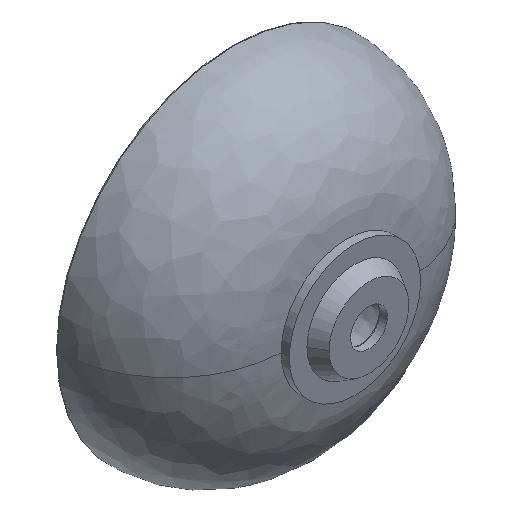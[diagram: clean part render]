
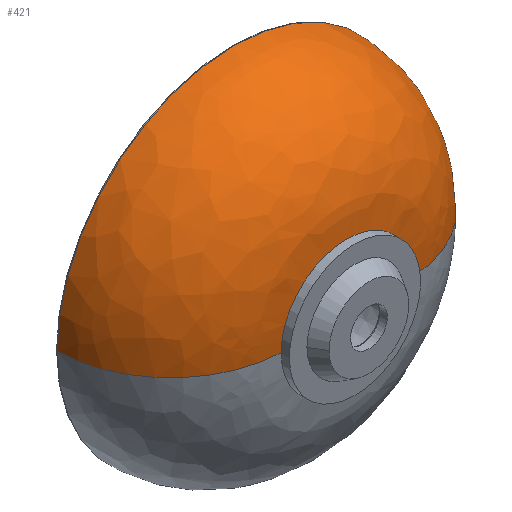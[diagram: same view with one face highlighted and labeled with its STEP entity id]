
A CAD part, isometric view. The second image highlights one B-rep face of the part: STEP entity #421.
In plain terms, the highlighted free-form (B-spline) face has degree [3, 3] with [7, 4] control points.
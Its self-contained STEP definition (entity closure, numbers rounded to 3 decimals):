
#12=CARTESIAN_POINT('',(75.,140.,0.));
#13=DIRECTION('',(0.,0.,-1.));
#14=DIRECTION('',(1.,-0.014,0.));
#15=AXIS2_PLACEMENT_3D('',#12,#13,#14);
#17=CARTESIAN_POINT('',(0.,0.089,0.));
#18=DIRECTION('',(0.,1.,0.));
#19=DIRECTION('',(-1.,0.,0.));
#20=AXIS2_PLACEMENT_3D('',#17,#18,#19);
#22=CARTESIAN_POINT('',(-75.,140.,0.));
#23=DIRECTION('',(0.,0.,1.));
#24=DIRECTION('',(-1.,-0.014,0.));
#25=AXIS2_PLACEMENT_3D('',#22,#23,#24);
#27=CARTESIAN_POINT('',(0.,137.971,0.));
#28=DIRECTION('',(0.,-1.,0.));
#29=DIRECTION('',(1.,0.,0.));
#30=AXIS2_PLACEMENT_3D('',#27,#28,#29);
#292=CARTESIAN_POINT('',(214.985,137.971,
0.));
#293=CARTESIAN_POINT('',(-214.985,137.971,
0.));
#294=VERTEX_POINT('',#292);
#295=VERTEX_POINT('',#293);
#328=CARTESIAN_POINT('',(80.,0.089,0.));
#329=VERTEX_POINT('',#328);
#330=CARTESIAN_POINT('',(-80.,0.089,0.));
#331=VERTEX_POINT('',#330);
#384=CARTESIAN_POINT('',(-75.594,0.002,
-4.756));
#385=CARTESIAN_POINT('',(-158.131,0.441,
-9.949));
#386=CARTESIAN_POINT('',(-215.872,59.537,-13.582));
#387=CARTESIAN_POINT('',(-214.558,142.228,-13.499));
#388=CARTESIAN_POINT('',(-78.521,0.002,41.764));
#389=CARTESIAN_POINT('',(-164.254,0.441,87.365));
#390=CARTESIAN_POINT('',(-224.23,59.537,119.266));
#391=CARTESIAN_POINT('',(-222.865,142.228,118.54));
#392=CARTESIAN_POINT('',(-46.612,0.002,75.743));
#393=CARTESIAN_POINT('',(-97.506,0.441,158.444));
#394=CARTESIAN_POINT('',(-133.11,59.537,216.299));
#395=CARTESIAN_POINT('',(-132.3,142.228,214.982));
#396=CARTESIAN_POINT('',(0.,0.002,75.743));
#397=CARTESIAN_POINT('',(0.,0.441,
158.444));
#398=CARTESIAN_POINT('',(0.,59.537,
216.299));
#399=CARTESIAN_POINT('',(0.,142.228,214.982));
#400=CARTESIAN_POINT('',(46.612,0.002,75.743));
#401=CARTESIAN_POINT('',(97.506,0.441,158.444));
#402=CARTESIAN_POINT('',(133.11,59.537,216.299));
#403=CARTESIAN_POINT('',(132.3,142.228,214.982));
#404=CARTESIAN_POINT('',(78.521,0.002,41.764));
#405=CARTESIAN_POINT('',(164.254,0.441,87.365));
#406=CARTESIAN_POINT('',(224.23,59.537,119.266));
#407=CARTESIAN_POINT('',(222.865,142.228,118.54));
#408=CARTESIAN_POINT('',(75.594,0.002,-4.756));
#409=CARTESIAN_POINT('',(158.131,0.441,-9.949));
#410=CARTESIAN_POINT('',(215.872,59.537,-13.582));
#411=CARTESIAN_POINT('',(214.558,142.228,-13.499));
#412=(BOUNDED_SURFACE()B_SPLINE_SURFACE(3,3,((#384,#385,#386,#387),(#388,#389,
#390,#391),(#392,#393,#394,#395),(#396,#397,#398,#399),(#400,#401,#402,#403),(
#404,#405,#406,#407),(#408,#409,#410,#411)),.UNSPECIFIED.,.F.,.F.,.F.)B_SPLINE_SURFACE_WITH_KNOTS((4,3,4),(4,4),(0.,1.,2.),(0.,1.),.UNSPECIFIED.)GEOMETRIC_REPRESENTATION_ITEM()RATIONAL_B_SPLINE_SURFACE(((1.394,
1.118,1.118,1.394),(1.101,
0.883,0.883,1.101),(1.101,
0.883,0.883,1.101),(1.394,
1.118,1.118,1.394),(1.101,
0.883,0.883,1.101),(1.101,
0.883,0.883,1.101),(1.394,
1.118,1.118,1.394)))REPRESENTATION_ITEM('')SURFACE());
#413=ORIENTED_EDGE('',*,*,#373,.T.);
#415=ORIENTED_EDGE('',*,*,#414,.F.);
#416=ORIENTED_EDGE('',*,*,#377,.F.);
#418=ORIENTED_EDGE('',*,*,#417,.F.);
#419=EDGE_LOOP('',(#413,#415,#416,#418));
#420=FACE_OUTER_BOUND('',#419,.F.);
#421=ADVANCED_FACE('',(#420),#412,.T.);
#16=CIRCLE('',#15,140.);
#21=CIRCLE('',#20,80.);
#26=CIRCLE('',#25,140.);
#31=CIRCLE('',#30,214.985);
#373=EDGE_CURVE('',#294,#329,#16,.T.);
#377=EDGE_CURVE('',#295,#331,#26,.T.);
#414=EDGE_CURVE('',#331,#329,#21,.T.);
#417=EDGE_CURVE('',#294,#295,#31,.T.);
